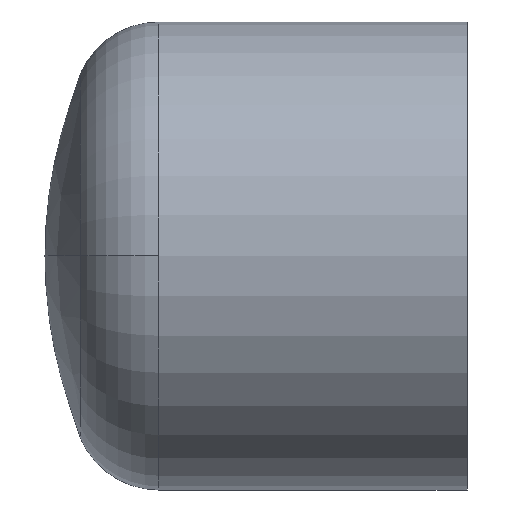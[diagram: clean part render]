
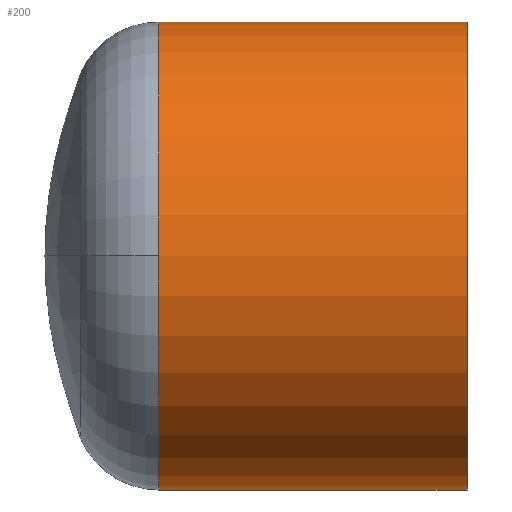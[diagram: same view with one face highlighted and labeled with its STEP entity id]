
A CAD part, top view. The second image highlights one B-rep face of the part: STEP entity #200.
In plain terms, the highlighted cylindrical face has radius 100 mm (diameter 200 mm), a partial arc.
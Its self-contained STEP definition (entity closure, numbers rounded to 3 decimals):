
#96 = VERTEX_POINT( '', #232 );
#98 = VERTEX_POINT( '', #234 );
#108 = EDGE_CURVE( '', #154, #186, #244, .T. );
#110 = VERTEX_POINT( '', #246 );
#138 = EDGE_CURVE( '', #98, #110, #277, .T. );
#154 = VERTEX_POINT( '', #295 );
#160 = EDGE_CURVE( '', #154, #96, #302, .T. );
#170 = EDGE_CURVE( '', #96, #110, #316, .T. );
#172 = EDGE_CURVE( '', #186, #98, #318, .T. );
#186 = VERTEX_POINT( '', #334 );
#200 = ADVANCED_FACE( '', ( #348 ), #349, .T. );
#232 = CARTESIAN_POINT( '', ( -131.732, 0., 100. ) );
#234 = CARTESIAN_POINT( '', ( 0., 100., 0. ) );
#244 = LINE( '', #390, #391 );
#246 = CARTESIAN_POINT( '', ( -131.732, 100., 0. ) );
#277 = LINE( '', #430, #431 );
#295 = CARTESIAN_POINT( '', ( -131.732, -100., 0. ) );
#302 = CIRCLE( '', #462, 100. );
#316 = CIRCLE( '', #478, 100. );
#318 = CIRCLE( '', #481, 100. );
#334 = CARTESIAN_POINT( '', ( 0., -100., 0. ) );
#348 = FACE_OUTER_BOUND( '', #519, .T. );
#349 = CYLINDRICAL_SURFACE( '', #520, 100. );
#390 = CARTESIAN_POINT( '', ( -65.866, -100., 0. ) );
#391 = VECTOR( '', #535, 1. );
#430 = CARTESIAN_POINT( '', ( -65.866, 100., 0. ) );
#431 = VECTOR( '', #578, 1. );
#462 = AXIS2_PLACEMENT_3D( '', #616, #617, #618 );
#478 = AXIS2_PLACEMENT_3D( '', #645, #646, #647 );
#481 = AXIS2_PLACEMENT_3D( '', #648, #649, #650 );
#519 = EDGE_LOOP( '', ( #692, #693, #694, #695, #696 ) );
#520 = AXIS2_PLACEMENT_3D( '', #697, #698, #699 );
#535 = DIRECTION( '', ( 1., 0., 0. ) );
#578 = DIRECTION( '', ( -1., 0., 0. ) );
#616 = CARTESIAN_POINT( '', ( -131.732, 0., 0. ) );
#617 = DIRECTION( '', ( -1., 0., 0. ) );
#618 = DIRECTION( '', ( 0., 1., 0. ) );
#645 = CARTESIAN_POINT( '', ( -131.732, 0., 0. ) );
#646 = DIRECTION( '', ( -1., 0., 0. ) );
#647 = DIRECTION( '', ( 0., 1., 0. ) );
#648 = CARTESIAN_POINT( '', ( 0., 0., 0. ) );
#649 = DIRECTION( '', ( -1., 0., 0. ) );
#650 = DIRECTION( '', ( 0., 1., 0. ) );
#692 = ORIENTED_EDGE( '', *, *, #138, .T. );
#693 = ORIENTED_EDGE( '', *, *, #170, .F. );
#694 = ORIENTED_EDGE( '', *, *, #160, .F. );
#695 = ORIENTED_EDGE( '', *, *, #108, .T. );
#696 = ORIENTED_EDGE( '', *, *, #172, .T. );
#697 = CARTESIAN_POINT( '', ( -65.866, 0., 0. ) );
#698 = DIRECTION( '', ( 1., 0., 0. ) );
#699 = DIRECTION( '', ( 0., 1., 0. ) );
